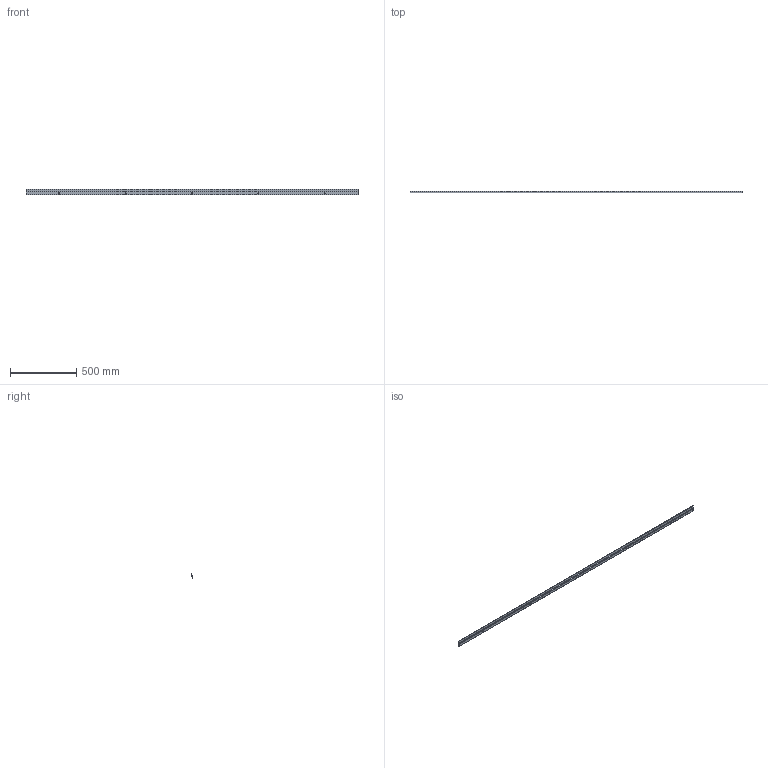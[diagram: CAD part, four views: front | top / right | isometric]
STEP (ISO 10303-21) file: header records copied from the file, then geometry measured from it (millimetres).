
FILE_DESCRIPTION(/* description */ (''),/* implementation_level */ '2;1');
FILE_NAME(/* name */ '11121-250.stp',/* time_stamp */ '2019-08-05T12:01:53+02:00',/* author */ ('DOMINIQUE'),/* organization */ (''),/* preprocessor_version */ 'ST-DEVELOPER v17.2',/* originating_system */ 'Autodesk Inventor 2019',/* authorisation */ '');
FILE_SCHEMA (('AUTOMOTIVE_DESIGN { 1 0 10303 214 3 1 1 }'));
Length unit declared in the file: millimetre
Products named in the file (1): 11121/250
Bounding box: 2500 x 12 x 40.57 mm (x, y, z)
Volume: 473659.8 mm3; surface area: 254889.4 mm2
Topology: 1 solids, 1 shells, 36 faces, 112 edges, 73 vertices
Faces by surface type: plane 23, cylinder 13
Full cylindrical faces by diameter (mm): 8.5 x5
Entity records: 1364 total; most frequent: DIRECTION 237, ORIENTED_EDGE 224, CARTESIAN_POINT 222, EDGE_CURVE 112, AXIS2_PLACEMENT_3D 88, VERTEX_POINT 73, LINE 61, VECTOR 61
